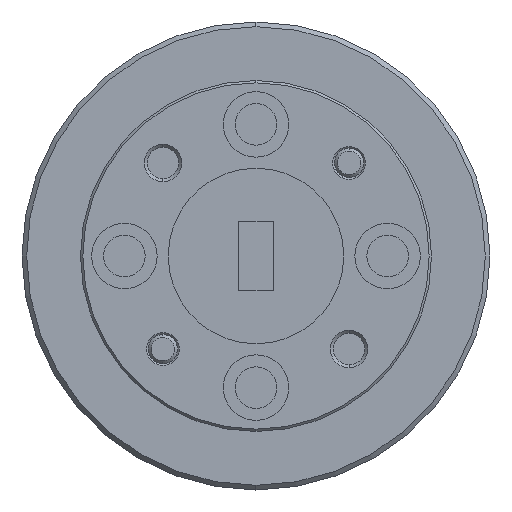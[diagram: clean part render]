
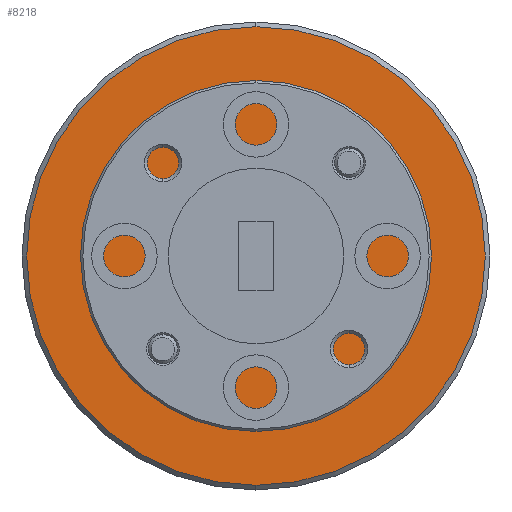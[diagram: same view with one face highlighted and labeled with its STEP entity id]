
A CAD part, left-side view. The second image highlights one B-rep face of the part: STEP entity #8218.
In plain terms, the highlighted planar face has unit normal (-1, 0, 0).
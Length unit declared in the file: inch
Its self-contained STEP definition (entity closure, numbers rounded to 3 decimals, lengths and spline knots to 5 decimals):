
#64 = DIRECTION ( 'NONE',  ( -1., 0., 0. ) ) ;
#198 = DIRECTION ( 'NONE',  ( 0., 0., 1. ) ) ;
#360 = AXIS2_PLACEMENT_3D ( 'NONE', #7225, #8906, #198 ) ;
#843 = CIRCLE ( 'NONE', #3817, 0.49 ) ;
#889 = DIRECTION ( 'NONE',  ( 0., 0., 1. ) ) ;
#1143 = EDGE_CURVE ( 'NONE', #2592, #6103, #4692, .T. ) ;
#1321 = EDGE_LOOP ( 'NONE', ( #5263, #2026 ) ) ;
#1510 = CARTESIAN_POINT ( 'NONE',  ( -1.41267, 0.19768, 0.37899 ) ) ;
#1527 = EDGE_CURVE ( 'NONE', #10858, #2810, #4663, .T. ) ;
#1993 = CARTESIAN_POINT ( 'NONE',  ( -1.41267, 0.19768, -0.11101 ) ) ;
#2026 = ORIENTED_EDGE ( 'NONE', *, *, #4579, .T. ) ;
#2592 = VERTEX_POINT ( 'NONE', #1993 ) ;
#2810 = VERTEX_POINT ( 'NONE', #10663 ) ;
#3081 = EDGE_LOOP ( 'NONE', ( #8926, #10712 ) ) ;
#3291 = DIRECTION ( 'NONE',  ( -1., 0., 0. ) ) ;
#3817 = AXIS2_PLACEMENT_3D ( 'NONE', #6755, #64, #8831 ) ;
#4433 = PLANE ( 'NONE',  #360 ) ;
#4550 = FACE_OUTER_BOUND ( 'NONE', #1321, .T. ) ;
#4579 = EDGE_CURVE ( 'NONE', #6103, #2592, #843, .T. ) ;
#4663 = CIRCLE ( 'NONE', #10497, 0.17717 ) ;
#4692 = CIRCLE ( 'NONE', #5153, 0.49 ) ;
#4966 = FACE_BOUND ( 'NONE', #3081, .T. ) ;
#5153 = AXIS2_PLACEMENT_3D ( 'NONE', #9677, #8651, #889 ) ;
#5263 = ORIENTED_EDGE ( 'NONE', *, *, #1143, .T. ) ;
#5506 = DIRECTION ( 'NONE',  ( -1., 0., 0. ) ) ;
#6103 = VERTEX_POINT ( 'NONE', #9794 ) ;
#6755 = CARTESIAN_POINT ( 'NONE',  ( -1.41267, 0.19768, 0.37899 ) ) ;
#7225 = CARTESIAN_POINT ( 'NONE',  ( -1.41267, 0.69768, 0.37899 ) ) ;
#7266 = DIRECTION ( 'NONE',  ( 0., 0., 1. ) ) ;
#7665 = DIRECTION ( 'NONE',  ( 0., 0., 1. ) ) ;
#8218 = ADVANCED_FACE ( 'NONE', ( #4966, #4550 ), #4433, .T. ) ;
#8419 = AXIS2_PLACEMENT_3D ( 'NONE', #10735, #5506, #7266 ) ;
#8621 = CIRCLE ( 'NONE', #8419, 0.17717 ) ;
#8651 = DIRECTION ( 'NONE',  ( -1., 0., 0. ) ) ;
#8831 = DIRECTION ( 'NONE',  ( 0., 0., 1. ) ) ;
#8906 = DIRECTION ( 'NONE',  ( -1., 0., 0. ) ) ;
#8926 = ORIENTED_EDGE ( 'NONE', *, *, #1527, .F. ) ;
#9175 = EDGE_CURVE ( 'NONE', #2810, #10858, #8621, .T. ) ;
#9677 = CARTESIAN_POINT ( 'NONE',  ( -1.41267, 0.19768, 0.37899 ) ) ;
#9794 = CARTESIAN_POINT ( 'NONE',  ( -1.41267, 0.19768, 0.86899 ) ) ;
#10497 = AXIS2_PLACEMENT_3D ( 'NONE', #1510, #3291, #7665 ) ;
#10520 = CARTESIAN_POINT ( 'NONE',  ( -1.41267, 0.19768, 0.55615 ) ) ;
#10663 = CARTESIAN_POINT ( 'NONE',  ( -1.41267, 0.19768, 0.20182 ) ) ;
#10712 = ORIENTED_EDGE ( 'NONE', *, *, #9175, .F. ) ;
#10735 = CARTESIAN_POINT ( 'NONE',  ( -1.41267, 0.19768, 0.37899 ) ) ;
#10858 = VERTEX_POINT ( 'NONE', #10520 ) ;
